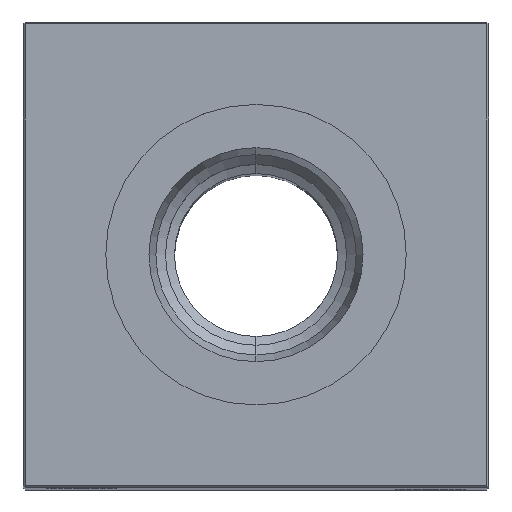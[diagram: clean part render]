
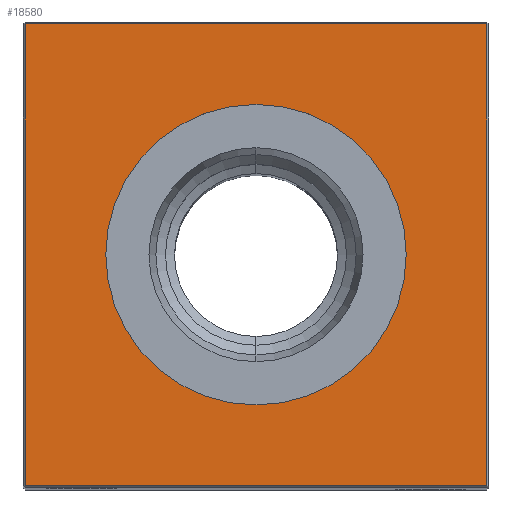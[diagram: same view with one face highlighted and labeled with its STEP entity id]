
A CAD part, top view. The second image highlights one B-rep face of the part: STEP entity #18580.
In plain terms, the highlighted planar face has unit normal (0, 0, 1).
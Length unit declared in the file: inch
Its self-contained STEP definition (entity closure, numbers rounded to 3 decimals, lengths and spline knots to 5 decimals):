
#5 = CARTESIAN_POINT ( 'NONE',  ( -1.24, -1.24, 8. ) ) ;
#220 = CARTESIAN_POINT ( 'NONE',  ( 0., 0., 8. ) ) ;
#400 = DIRECTION ( 'NONE',  ( 0., 1., 0. ) ) ;
#764 = CARTESIAN_POINT ( 'NONE',  ( 0., 1.24, 8. ) ) ;
#1115 = VECTOR ( 'NONE', #19908, 39.37008 ) ;
#1932 = PLANE ( 'NONE',  #9080 ) ;
#2183 = FACE_OUTER_BOUND ( 'NONE', #24177, .T. ) ;
#2312 = VECTOR ( 'NONE', #400, 39.37008 ) ;
#2781 = VERTEX_POINT ( 'NONE', #6538 ) ;
#3758 = DIRECTION ( 'NONE',  ( -1., 0., 0. ) ) ;
#3991 = LINE ( 'NONE', #11919, #1115 ) ;
#6146 = VECTOR ( 'NONE', #7116, 39.37008 ) ;
#6488 = CARTESIAN_POINT ( 'NONE',  ( 0., 0., 8. ) ) ;
#6520 = ORIENTED_EDGE ( 'NONE', *, *, #13424, .T. ) ;
#6538 = CARTESIAN_POINT ( 'NONE',  ( 1.24, -1.24, 8. ) ) ;
#6808 = VERTEX_POINT ( 'NONE', #18029 ) ;
#7116 = DIRECTION ( 'NONE',  ( -1., 0., 0. ) ) ;
#8454 = CARTESIAN_POINT ( 'NONE',  ( 1.24, 0., 8. ) ) ;
#8522 = CIRCLE ( 'NONE', #25675, 0.80709 ) ;
#9080 = AXIS2_PLACEMENT_3D ( 'NONE', #220, #11814, #17840 ) ;
#9240 = ORIENTED_EDGE ( 'NONE', *, *, #13137, .T. ) ;
#9364 = CIRCLE ( 'NONE', #12679, 0.80709 ) ;
#9591 = DIRECTION ( 'NONE',  ( 0., 0., -1. ) ) ;
#9723 = FACE_BOUND ( 'NONE', #12054, .T. ) ;
#10180 = VERTEX_POINT ( 'NONE', #18309 ) ;
#11035 = VECTOR ( 'NONE', #21078, 39.37008 ) ;
#11269 = LINE ( 'NONE', #15189, #11035 ) ;
#11814 = DIRECTION ( 'NONE',  ( 0., 0., -1. ) ) ;
#11919 = CARTESIAN_POINT ( 'NONE',  ( 0., -1.24, 8. ) ) ;
#11934 = CARTESIAN_POINT ( 'NONE',  ( 0., 0.80709, 8. ) ) ;
#12054 = EDGE_LOOP ( 'NONE', ( #24614, #12307 ) ) ;
#12307 = ORIENTED_EDGE ( 'NONE', *, *, #22874, .T. ) ;
#12490 = LINE ( 'NONE', #764, #6146 ) ;
#12679 = AXIS2_PLACEMENT_3D ( 'NONE', #21749, #9591, #3758 ) ;
#12893 = EDGE_CURVE ( 'NONE', #23029, #10180, #9364, .T. ) ;
#13137 = EDGE_CURVE ( 'NONE', #25106, #17253, #11269, .T. ) ;
#13424 = EDGE_CURVE ( 'NONE', #2781, #6808, #22442, .T. ) ;
#14182 = DIRECTION ( 'NONE',  ( 0., 0., -1. ) ) ;
#15189 = CARTESIAN_POINT ( 'NONE',  ( -1.24, 0., 8. ) ) ;
#15733 = ORIENTED_EDGE ( 'NONE', *, *, #22382, .T. ) ;
#17253 = VERTEX_POINT ( 'NONE', #5 ) ;
#17254 = ORIENTED_EDGE ( 'NONE', *, *, #20100, .T. ) ;
#17840 = DIRECTION ( 'NONE',  ( -1., 0., 0. ) ) ;
#18029 = CARTESIAN_POINT ( 'NONE',  ( 1.24, 1.24, 8. ) ) ;
#18309 = CARTESIAN_POINT ( 'NONE',  ( 0., -0.80709, 8. ) ) ;
#18352 = CARTESIAN_POINT ( 'NONE',  ( -1.24, 1.24, 8. ) ) ;
#18580 = ADVANCED_FACE ( 'NONE', ( #2183, #9723 ), #1932, .F. ) ;
#19908 = DIRECTION ( 'NONE',  ( 1., 0., 0. ) ) ;
#20100 = EDGE_CURVE ( 'NONE', #6808, #25106, #12490, .T. ) ;
#20595 = DIRECTION ( 'NONE',  ( -1., 0., 0. ) ) ;
#21078 = DIRECTION ( 'NONE',  ( 0., -1., 0. ) ) ;
#21749 = CARTESIAN_POINT ( 'NONE',  ( 0., 0., 8. ) ) ;
#22382 = EDGE_CURVE ( 'NONE', #17253, #2781, #3991, .T. ) ;
#22442 = LINE ( 'NONE', #8454, #2312 ) ;
#22874 = EDGE_CURVE ( 'NONE', #10180, #23029, #8522, .T. ) ;
#23029 = VERTEX_POINT ( 'NONE', #11934 ) ;
#24177 = EDGE_LOOP ( 'NONE', ( #9240, #15733, #6520, #17254 ) ) ;
#24614 = ORIENTED_EDGE ( 'NONE', *, *, #12893, .T. ) ;
#25106 = VERTEX_POINT ( 'NONE', #18352 ) ;
#25675 = AXIS2_PLACEMENT_3D ( 'NONE', #6488, #14182, #20595 ) ;
